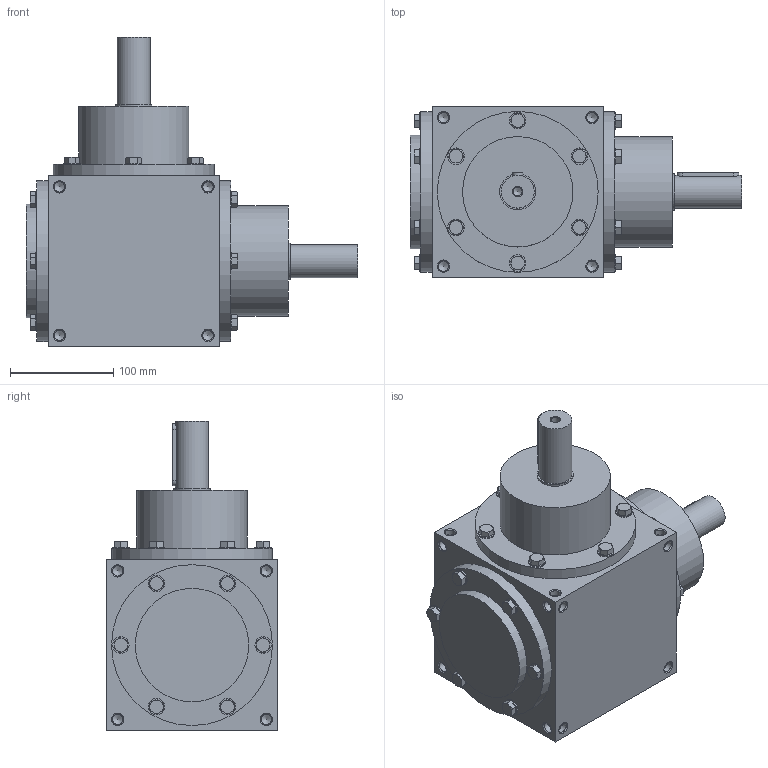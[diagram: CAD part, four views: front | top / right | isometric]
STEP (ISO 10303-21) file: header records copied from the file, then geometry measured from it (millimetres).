
FILE_DESCRIPTION( ( 'STEP AP214' ), ' ' );
FILE_NAME( 'RX166_S32_R.1_1.5.stp', '2017-10-01T14:38:29', ( '' ), ( '' ), ' ', 'PARTsolutions', ' ' );
FILE_SCHEMA( ( 'AUTOMOTIVE_DESIGN { 1 0 10303 214 1 1 1 1 }' ) );
Length unit declared in the file: millimetre
Products named in the file (4): RX166_S32_R.1/1.5; _RX16632-case; _RC166-shaft; _RC_RR166-screw
Assembly tree (21 placements, depth 2):
  RX166_S32_R.1/1.5
    _RX16632-case
    _RC166-shaft  x2
    _RC_RR166-screw  x18
Bounding box: 321 x 166 x 300 mm (x, y, z)
Volume: 6376994.1 mm3; surface area: 303703.9 mm2
Topology: 21 solids, 21 shells, 432 faces, 1024 edges, 632 vertices
Faces by surface type: plane 188, cone 160, cylinder 84
Full cylindrical faces by diameter (mm): 8.376 x2, 10.106 x48, 16 x18, 32 x2, 35 x4, 107 x2, 110 x1, 156 x3
Entity records: 5354 total; most frequent: CARTESIAN_POINT 774, DIRECTION 772, ORIENTED_EDGE 494, AXIS2_PLACEMENT_3D 370, EDGE_LOOP 268, EDGE_CURVE 247, VERTEX_POINT 220, FACE_OUTER_BOUND 207
